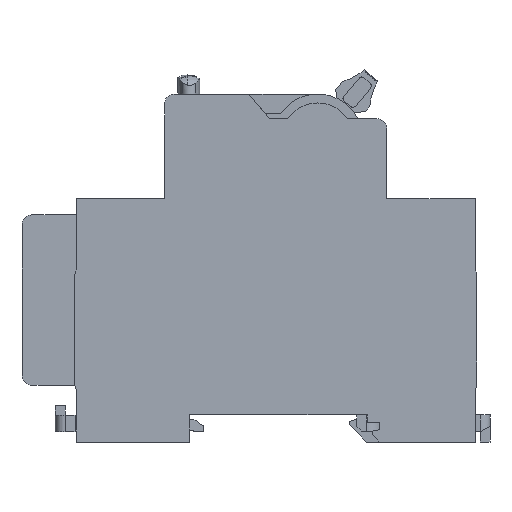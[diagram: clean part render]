
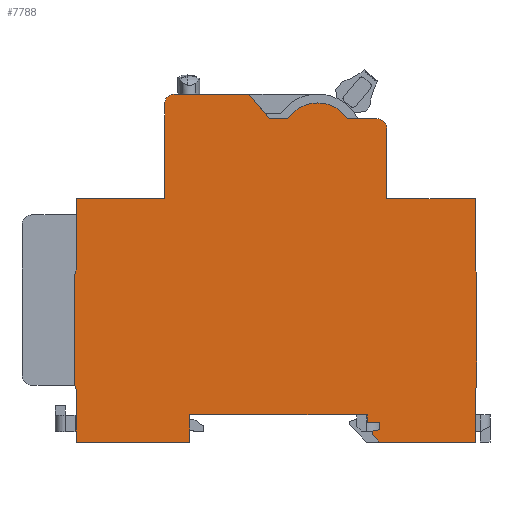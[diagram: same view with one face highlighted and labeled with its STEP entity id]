
A CAD part, left-side view. The second image highlights one B-rep face of the part: STEP entity #7788.
In plain terms, the highlighted planar face has unit normal (-1, 0, 0).
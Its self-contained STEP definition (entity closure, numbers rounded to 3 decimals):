
#1=CARTESIAN_POINT('',(0.,32.2,-9.101));
#2=DIRECTION('',(1.,0.,0.));
#3=DIRECTION('',(0.,0.827,0.562));
#4=AXIS2_PLACEMENT_3D('',#1,#2,#3);
#6=CARTESIAN_POINT('',(0.,32.2,-9.101));
#7=DIRECTION('',(1.,0.,0.));
#8=DIRECTION('',(0.,0.,1.));
#9=AXIS2_PLACEMENT_3D('',#6,#7,#8);
#11=DIRECTION('',(0.,-1.,0.));
#12=VECTOR('',#11,5.96);
#13=CARTESIAN_POINT('',(0.,26.16,-5.001));
#14=LINE('',#13,#12);
#15=CARTESIAN_POINT('',(0.,20.2,-7.001));
#16=DIRECTION('',(1.,0.,0.));
#17=DIRECTION('',(0.,0.,1.));
#18=AXIS2_PLACEMENT_3D('',#15,#16,#17);
#20=DIRECTION('',(0.,-0.263,-0.965));
#21=VECTOR('',#20,1.14);
#22=CARTESIAN_POINT('',(0.,0.3,-35.401));
#23=LINE('',#22,#21);
#24=DIRECTION('',(0.,0.259,-0.966));
#25=VECTOR('',#24,1.159);
#26=CARTESIAN_POINT('',(0.,0.,-58.982));
#27=LINE('',#26,#25);
#28=DIRECTION('',(0.,0.707,0.707));
#29=VECTOR('',#28,2.121);
#30=CARTESIAN_POINT('',(0.,19.7,-70.501));
#31=LINE('',#30,#29);
#32=DIRECTION('',(0.,-0.985,0.174));
#33=VECTOR('',#32,1.523);
#34=CARTESIAN_POINT('',(0.,21.2,-68.266));
#35=LINE('',#34,#33);
#36=DIRECTION('',(0.,0.259,0.966));
#37=VECTOR('',#36,1.159);
#38=CARTESIAN_POINT('',(0.,81.1,-60.101));
#39=LINE('',#38,#37);
#40=DIRECTION('',(0.,-0.259,0.966));
#41=VECTOR('',#40,1.159);
#42=CARTESIAN_POINT('',(0.,81.4,-36.521));
#43=LINE('',#42,#41);
#44=CARTESIAN_POINT('',(0.,61.2,-2.001));
#45=DIRECTION('',(1.,0.,0.));
#46=DIRECTION('',(0.,1.,0.));
#47=AXIS2_PLACEMENT_3D('',#44,#45,#46);
#49=DIRECTION('',(0.,-0.643,-0.766));
#50=VECTOR('',#49,6.527);
#51=CARTESIAN_POINT('',(0.,46.152,-0.001));
#52=LINE('',#51,#50);
#61=DIRECTION('',(0.,1.,0.));
#62=VECTOR('',#61,3.717);
#63=CARTESIAN_POINT('',(0.,38.24,-5.001));
#64=LINE('',#63,#62);
#232=DIRECTION('',(0.,1.,0.));
#233=VECTOR('',#232,15.048);
#234=CARTESIAN_POINT('',(0.,46.152,-0.001));
#235=LINE('',#234,#233);
#411=DIRECTION('',(0.,0.,-1.));
#412=VECTOR('',#411,19.2);
#413=CARTESIAN_POINT('',(0.,63.2,-2.001));
#414=LINE('',#413,#412);
#415=DIRECTION('',(0.,1.,0.));
#416=VECTOR('',#415,17.9);
#417=CARTESIAN_POINT('',(0.,63.2,-21.201));
#418=LINE('',#417,#416);
#467=DIRECTION('',(0.,0.,-1.));
#468=VECTOR('',#467,14.2);
#469=CARTESIAN_POINT('',(0.,81.1,-21.201));
#470=LINE('',#469,#468);
#615=DIRECTION('',(0.,0.,-1.));
#616=VECTOR('',#615,22.461);
#617=CARTESIAN_POINT('',(0.,81.4,-36.521));
#618=LINE('',#617,#616);
#823=DIRECTION('',(0.,0.,-1.));
#824=VECTOR('',#823,10.4);
#825=CARTESIAN_POINT('',(0.,81.1,-60.101));
#826=LINE('',#825,#824);
#855=DIRECTION('',(0.,-1.,0.));
#856=VECTOR('',#855,23.);
#857=CARTESIAN_POINT('',(0.,81.1,-70.501));
#858=LINE('',#857,#856);
#1852=DIRECTION('',(0.,0.,1.));
#1853=VECTOR('',#1852,5.5);
#1854=CARTESIAN_POINT('',(0.,58.1,-70.501));
#1855=LINE('',#1854,#1853);
#2143=DIRECTION('',(0.,-1.,0.));
#2144=VECTOR('',#2143,35.9);
#2145=CARTESIAN_POINT('',(0.,58.1,-65.001));
#2146=LINE('',#2145,#2144);
#2476=DIRECTION('',(0.,-1.,0.));
#2477=VECTOR('',#2476,19.4);
#2478=CARTESIAN_POINT('',(0.,19.7,-70.501));
#2479=LINE('',#2478,#2477);
#2504=DIRECTION('',(0.,0.,1.));
#2505=VECTOR('',#2504,10.4);
#2506=CARTESIAN_POINT('',(0.,0.3,-70.501));
#2507=LINE('',#2506,#2505);
#3411=DIRECTION('',(0.,0.,1.));
#3412=VECTOR('',#3411,22.48);
#3413=CARTESIAN_POINT('',(0.,0.,-58.982));
#3414=LINE('',#3413,#3412);
#3423=DIRECTION('',(0.,0.,1.));
#3424=VECTOR('',#3423,14.2);
#3425=CARTESIAN_POINT('',(0.,0.3,-35.401));
#3426=LINE('',#3425,#3424);
#3431=DIRECTION('',(0.,1.,0.));
#3432=VECTOR('',#3431,17.9);
#3433=CARTESIAN_POINT('',(0.,0.3,-21.201));
#3434=LINE('',#3433,#3432);
#3447=DIRECTION('',(0.,0.,1.));
#3448=VECTOR('',#3447,14.2);
#3449=CARTESIAN_POINT('',(0.,18.2,-21.201));
#3450=LINE('',#3449,#3448);
#3615=DIRECTION('',(0.,0.,-1.));
#3616=VECTOR('',#3615,0.736);
#3617=CARTESIAN_POINT('',(0.,21.2,-68.266));
#3618=LINE('',#3617,#3616);
#3655=DIRECTION('',(0.,0.,-1.));
#3656=VECTOR('',#3655,1.5);
#3657=CARTESIAN_POINT('',(0.,22.2,-65.001));
#3658=LINE('',#3657,#3656);
#3663=DIRECTION('',(0.,-1.,0.));
#3664=VECTOR('',#3663,2.5);
#3665=CARTESIAN_POINT('',(0.,22.2,-66.501));
#3666=LINE('',#3665,#3664);
#3671=DIRECTION('',(0.,0.,-1.));
#3672=VECTOR('',#3671,1.5);
#3673=CARTESIAN_POINT('',(0.,19.7,-66.501));
#3674=LINE('',#3673,#3672);
#5945=CARTESIAN_POINT('',(0.,32.2,-1.801));
#5946=CARTESIAN_POINT('',(0.,26.16,-5.001));
#5947=VERTEX_POINT('',#5945);
#5948=VERTEX_POINT('',#5946);
#5949=CARTESIAN_POINT('',(0.,38.24,-5.001));
#5950=VERTEX_POINT('',#5949);
#5951=CARTESIAN_POINT('',(0.,20.2,-5.001));
#5952=VERTEX_POINT('',#5951);
#5953=CARTESIAN_POINT('',(0.,18.2,-7.001));
#5954=VERTEX_POINT('',#5953);
#5955=CARTESIAN_POINT('',(0.,18.2,-21.201));
#5956=VERTEX_POINT('',#5955);
#5957=CARTESIAN_POINT('',(0.,0.3,-21.201));
#5958=VERTEX_POINT('',#5957);
#5959=CARTESIAN_POINT('',(0.,0.3,-35.401));
#5960=VERTEX_POINT('',#5959);
#5961=CARTESIAN_POINT('',(0.,0.,-36.501));
#5962=VERTEX_POINT('',#5961);
#5963=CARTESIAN_POINT('',(0.,0.,-58.982));
#5964=VERTEX_POINT('',#5963);
#5965=CARTESIAN_POINT('',(0.,0.3,-60.101));
#5966=VERTEX_POINT('',#5965);
#5967=CARTESIAN_POINT('',(0.,0.3,-70.501));
#5968=VERTEX_POINT('',#5967);
#5969=CARTESIAN_POINT('',(0.,19.7,-70.501));
#5970=VERTEX_POINT('',#5969);
#5971=CARTESIAN_POINT('',(0.,21.2,-69.001));
#5972=VERTEX_POINT('',#5971);
#5973=CARTESIAN_POINT('',(0.,21.2,-68.266));
#5974=VERTEX_POINT('',#5973);
#5975=CARTESIAN_POINT('',(0.,19.7,-68.001));
#5976=VERTEX_POINT('',#5975);
#5977=CARTESIAN_POINT('',(0.,19.7,-66.501));
#5978=VERTEX_POINT('',#5977);
#5979=CARTESIAN_POINT('',(0.,22.2,-66.501));
#5980=VERTEX_POINT('',#5979);
#5981=CARTESIAN_POINT('',(0.,22.2,-65.001));
#5982=VERTEX_POINT('',#5981);
#5983=CARTESIAN_POINT('',(0.,58.1,-65.001));
#5984=VERTEX_POINT('',#5983);
#5985=CARTESIAN_POINT('',(0.,58.1,-70.501));
#5986=VERTEX_POINT('',#5985);
#5987=CARTESIAN_POINT('',(0.,81.1,-70.501));
#5988=VERTEX_POINT('',#5987);
#5989=CARTESIAN_POINT('',(0.,81.1,-60.101));
#5990=VERTEX_POINT('',#5989);
#5991=CARTESIAN_POINT('',(0.,81.4,-58.982));
#5992=VERTEX_POINT('',#5991);
#5993=CARTESIAN_POINT('',(0.,81.4,-36.521));
#5994=VERTEX_POINT('',#5993);
#5995=CARTESIAN_POINT('',(0.,81.1,-35.401));
#5996=VERTEX_POINT('',#5995);
#5997=CARTESIAN_POINT('',(0.,81.1,-21.201));
#5998=VERTEX_POINT('',#5997);
#5999=CARTESIAN_POINT('',(0.,63.2,-21.201));
#6000=VERTEX_POINT('',#5999);
#6001=CARTESIAN_POINT('',(0.,63.2,-2.001));
#6002=VERTEX_POINT('',#6001);
#6003=CARTESIAN_POINT('',(0.,61.2,-0.001));
#6004=VERTEX_POINT('',#6003);
#6005=CARTESIAN_POINT('',(0.,46.152,-0.001));
#6006=VERTEX_POINT('',#6005);
#6007=CARTESIAN_POINT('',(0.,41.957,-5.001));
#6008=VERTEX_POINT('',#6007);
#7717=CARTESIAN_POINT('',(0.,40.809,-35.21));
#7718=DIRECTION('',(1.,0.,0.));
#7719=DIRECTION('',(0.,0.,-1.));
#7720=AXIS2_PLACEMENT_3D('',#7717,#7718,#7719);
#7721=PLANE('',#7720);
#7723=ORIENTED_EDGE('',*,*,#7722,.T.);
#7725=ORIENTED_EDGE('',*,*,#7724,.T.);
#7727=ORIENTED_EDGE('',*,*,#7726,.T.);
#7729=ORIENTED_EDGE('',*,*,#7728,.T.);
#7731=ORIENTED_EDGE('',*,*,#7730,.F.);
#7733=ORIENTED_EDGE('',*,*,#7732,.F.);
#7735=ORIENTED_EDGE('',*,*,#7734,.F.);
#7737=ORIENTED_EDGE('',*,*,#7736,.T.);
#7739=ORIENTED_EDGE('',*,*,#7738,.F.);
#7741=ORIENTED_EDGE('',*,*,#7740,.T.);
#7743=ORIENTED_EDGE('',*,*,#7742,.F.);
#7745=ORIENTED_EDGE('',*,*,#7744,.F.);
#7747=ORIENTED_EDGE('',*,*,#7746,.T.);
#7749=ORIENTED_EDGE('',*,*,#7748,.F.);
#7751=ORIENTED_EDGE('',*,*,#7750,.T.);
#7753=ORIENTED_EDGE('',*,*,#7752,.F.);
#7755=ORIENTED_EDGE('',*,*,#7754,.F.);
#7757=ORIENTED_EDGE('',*,*,#7756,.F.);
#7759=ORIENTED_EDGE('',*,*,#7758,.F.);
#7761=ORIENTED_EDGE('',*,*,#7760,.F.);
#7763=ORIENTED_EDGE('',*,*,#7762,.F.);
#7765=ORIENTED_EDGE('',*,*,#7764,.F.);
#7767=ORIENTED_EDGE('',*,*,#7766,.T.);
#7769=ORIENTED_EDGE('',*,*,#7768,.F.);
#7771=ORIENTED_EDGE('',*,*,#7770,.T.);
#7773=ORIENTED_EDGE('',*,*,#7772,.F.);
#7775=ORIENTED_EDGE('',*,*,#7774,.F.);
#7777=ORIENTED_EDGE('',*,*,#7776,.F.);
#7779=ORIENTED_EDGE('',*,*,#7778,.T.);
#7781=ORIENTED_EDGE('',*,*,#7780,.F.);
#7783=ORIENTED_EDGE('',*,*,#7782,.T.);
#7785=ORIENTED_EDGE('',*,*,#7784,.F.);
#7786=EDGE_LOOP('',(#7723,#7725,#7727,#7729,#7731,#7733,#7735,#7737,#7739,#7741,
#7743,#7745,#7747,#7749,#7751,#7753,#7755,#7757,#7759,#7761,#7763,#7765,#7767,
#7769,#7771,#7773,#7775,#7777,#7779,#7781,#7783,#7785));
#7787=FACE_OUTER_BOUND('',#7786,.F.);
#7788=ADVANCED_FACE('',(#7787),#7721,.F.);
#5=CIRCLE('',#4,7.3);
#10=CIRCLE('',#9,7.3);
#19=CIRCLE('',#18,2.);
#48=CIRCLE('',#47,2.);
#7722=EDGE_CURVE('',#5950,#5947,#5,.T.);
#7724=EDGE_CURVE('',#5947,#5948,#10,.T.);
#7726=EDGE_CURVE('',#5948,#5952,#14,.T.);
#7728=EDGE_CURVE('',#5952,#5954,#19,.T.);
#7730=EDGE_CURVE('',#5956,#5954,#3450,.T.);
#7732=EDGE_CURVE('',#5958,#5956,#3434,.T.);
#7734=EDGE_CURVE('',#5960,#5958,#3426,.T.);
#7736=EDGE_CURVE('',#5960,#5962,#23,.T.);
#7738=EDGE_CURVE('',#5964,#5962,#3414,.T.);
#7740=EDGE_CURVE('',#5964,#5966,#27,.T.);
#7742=EDGE_CURVE('',#5968,#5966,#2507,.T.);
#7744=EDGE_CURVE('',#5970,#5968,#2479,.T.);
#7746=EDGE_CURVE('',#5970,#5972,#31,.T.);
#7748=EDGE_CURVE('',#5974,#5972,#3618,.T.);
#7750=EDGE_CURVE('',#5974,#5976,#35,.T.);
#7752=EDGE_CURVE('',#5978,#5976,#3674,.T.);
#7754=EDGE_CURVE('',#5980,#5978,#3666,.T.);
#7756=EDGE_CURVE('',#5982,#5980,#3658,.T.);
#7758=EDGE_CURVE('',#5984,#5982,#2146,.T.);
#7760=EDGE_CURVE('',#5986,#5984,#1855,.T.);
#7762=EDGE_CURVE('',#5988,#5986,#858,.T.);
#7764=EDGE_CURVE('',#5990,#5988,#826,.T.);
#7766=EDGE_CURVE('',#5990,#5992,#39,.T.);
#7768=EDGE_CURVE('',#5994,#5992,#618,.T.);
#7770=EDGE_CURVE('',#5994,#5996,#43,.T.);
#7772=EDGE_CURVE('',#5998,#5996,#470,.T.);
#7774=EDGE_CURVE('',#6000,#5998,#418,.T.);
#7776=EDGE_CURVE('',#6002,#6000,#414,.T.);
#7778=EDGE_CURVE('',#6002,#6004,#48,.T.);
#7780=EDGE_CURVE('',#6006,#6004,#235,.T.);
#7782=EDGE_CURVE('',#6006,#6008,#52,.T.);
#7784=EDGE_CURVE('',#5950,#6008,#64,.T.);
